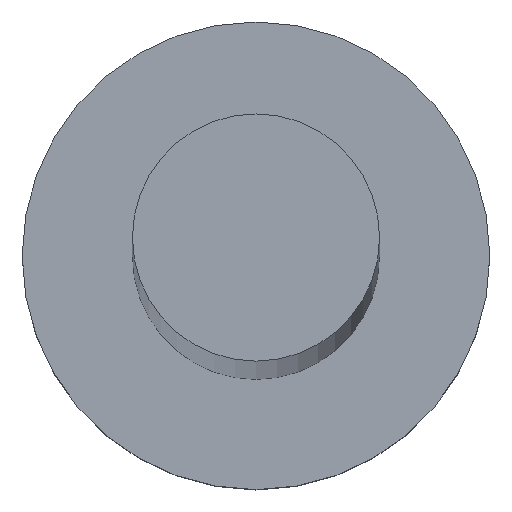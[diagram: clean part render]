
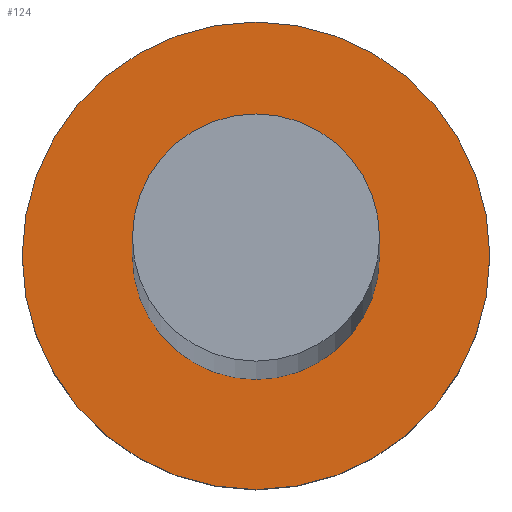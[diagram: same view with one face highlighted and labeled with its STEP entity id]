
A CAD part, top view. The second image highlights one B-rep face of the part: STEP entity #124.
In plain terms, the highlighted planar face has unit normal (0, 0, 1).
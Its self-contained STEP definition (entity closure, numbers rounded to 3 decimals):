
#3 = AXIS2_PLACEMENT_3D ( 'NONE', #152, #169, #44 ) ;
#4 = EDGE_CURVE ( 'NONE', #75, #63, #158, .T. ) ;
#6 = ORIENTED_EDGE ( 'NONE', *, *, #200, .T. ) ;
#15 = CARTESIAN_POINT ( 'NONE',  ( 0., 0., 3. ) ) ;
#25 = CIRCLE ( 'NONE', #125, 1.85 ) ;
#29 = CIRCLE ( 'NONE', #72, 3.5 ) ;
#35 = CIRCLE ( 'NONE', #183, 3.5 ) ;
#36 = DIRECTION ( 'NONE',  ( 0., 0., 1. ) ) ;
#44 = DIRECTION ( 'NONE',  ( 1., 0., 0. ) ) ;
#59 = DIRECTION ( 'NONE',  ( 0., 0., 1. ) ) ;
#63 = VERTEX_POINT ( 'NONE', #90 ) ;
#65 = EDGE_LOOP ( 'NONE', ( #108, #84 ) ) ;
#72 = AXIS2_PLACEMENT_3D ( 'NONE', #121, #36, #117 ) ;
#74 = PLANE ( 'NONE',  #162 ) ;
#75 = VERTEX_POINT ( 'NONE', #223 ) ;
#84 = ORIENTED_EDGE ( 'NONE', *, *, #4, .F. ) ;
#86 = VERTEX_POINT ( 'NONE', #128 ) ;
#90 = CARTESIAN_POINT ( 'NONE',  ( -1.85, 0., 3. ) ) ;
#95 = DIRECTION ( 'NONE',  ( 0., 0., 1. ) ) ;
#98 = EDGE_CURVE ( 'NONE', #86, #201, #35, .T. ) ;
#105 = DIRECTION ( 'NONE',  ( 1., 0., 0. ) ) ;
#108 = ORIENTED_EDGE ( 'NONE', *, *, #209, .F. ) ;
#117 = DIRECTION ( 'NONE',  ( 1., 0., 0. ) ) ;
#119 = CARTESIAN_POINT ( 'NONE',  ( 0., 0., 3. ) ) ;
#121 = CARTESIAN_POINT ( 'NONE',  ( 0., 0., 3. ) ) ;
#124 = ADVANCED_FACE ( 'NONE', ( #134, #216 ), #74, .T. ) ;
#125 = AXIS2_PLACEMENT_3D ( 'NONE', #15, #59, #232 ) ;
#128 = CARTESIAN_POINT ( 'NONE',  ( 3.5, 0., 3. ) ) ;
#134 = FACE_BOUND ( 'NONE', #65, .T. ) ;
#142 = EDGE_LOOP ( 'NONE', ( #6, #144 ) ) ;
#144 = ORIENTED_EDGE ( 'NONE', *, *, #98, .T. ) ;
#152 = CARTESIAN_POINT ( 'NONE',  ( 0., 0., 3. ) ) ;
#158 = CIRCLE ( 'NONE', #3, 1.85 ) ;
#161 = CARTESIAN_POINT ( 'NONE',  ( 0., 0., 3. ) ) ;
#162 = AXIS2_PLACEMENT_3D ( 'NONE', #161, #95, #105 ) ;
#169 = DIRECTION ( 'NONE',  ( 0., 0., 1. ) ) ;
#183 = AXIS2_PLACEMENT_3D ( 'NONE', #119, #246, #217 ) ;
#198 = CARTESIAN_POINT ( 'NONE',  ( -3.5, 0., 3. ) ) ;
#200 = EDGE_CURVE ( 'NONE', #201, #86, #29, .T. ) ;
#201 = VERTEX_POINT ( 'NONE', #198 ) ;
#209 = EDGE_CURVE ( 'NONE', #63, #75, #25, .T. ) ;
#216 = FACE_OUTER_BOUND ( 'NONE', #142, .T. ) ;
#217 = DIRECTION ( 'NONE',  ( 1., 0., 0. ) ) ;
#223 = CARTESIAN_POINT ( 'NONE',  ( 1.85, 0., 3. ) ) ;
#232 = DIRECTION ( 'NONE',  ( 1., 0., 0. ) ) ;
#246 = DIRECTION ( 'NONE',  ( 0., 0., 1. ) ) ;
